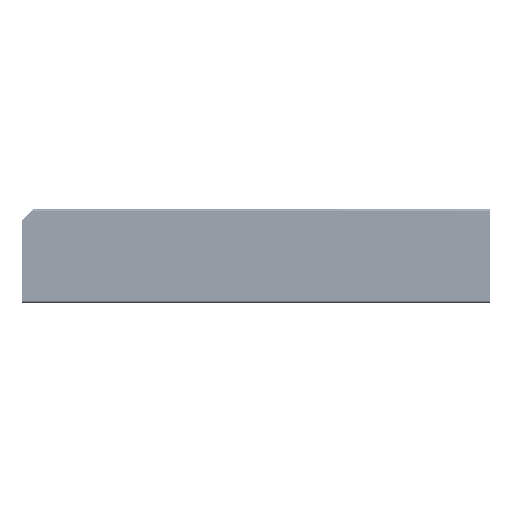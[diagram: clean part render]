
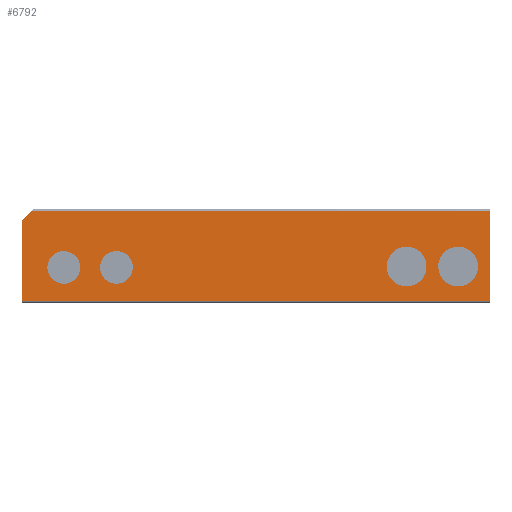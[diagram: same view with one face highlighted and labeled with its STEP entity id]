
A CAD part, front view. The second image highlights one B-rep face of the part: STEP entity #6792.
In plain terms, the highlighted face is planar.
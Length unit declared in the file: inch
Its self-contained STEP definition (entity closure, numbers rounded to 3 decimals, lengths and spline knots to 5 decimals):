
#73 = VECTOR ( 'NONE', #24927, 39.37008 ) ;
#1198 = AXIS2_PLACEMENT_3D ( 'NONE', #39904, #15380, #29999 ) ;
#1327 = VERTEX_POINT ( 'NONE', #54362 ) ;
#1583 = DIRECTION ( 'NONE',  ( 0., 1., 0. ) ) ;
#1706 = CARTESIAN_POINT ( 'NONE',  ( -8.84375, 1.17267, -2.80512 ) ) ;
#2210 = CARTESIAN_POINT ( 'NONE',  ( -8.84375, 0.58212, -2.80512 ) ) ;
#2406 = LINE ( 'NONE', #4444, #25845 ) ;
#4157 = DIRECTION ( 'NONE',  ( 1., 0., 0. ) ) ;
#4444 = CARTESIAN_POINT ( 'NONE',  ( -8.84375, 0.02, 0. ) ) ;
#4727 = AXIS2_PLACEMENT_3D ( 'NONE', #12855, #7844, #50881 ) ;
#5547 = CARTESIAN_POINT ( 'NONE',  ( -8.84375, 0.02, 0. ) ) ;
#6113 = EDGE_CURVE ( 'NONE', #46515, #1327, #22714, .T. ) ;
#6264 = CARTESIAN_POINT ( 'NONE',  ( -8.84375, 1.14314, -12.57031 ) ) ;
#6792 = ADVANCED_FACE ( 'NONE', ( #15030, #21855, #56624, #31682, #43783 ), #27564, .F. ) ;
#7019 = DIRECTION ( 'NONE',  ( 0., 1., 0. ) ) ;
#7073 = AXIS2_PLACEMENT_3D ( 'NONE', #55839, #11934, #16761 ) ;
#7276 = EDGE_LOOP ( 'NONE', ( #34341, #19036, #26585, #44449, #10417 ) ) ;
#7683 = CARTESIAN_POINT ( 'NONE',  ( -8.84375, 2.70811, -15.74803 ) ) ;
#7844 = DIRECTION ( 'NONE',  ( -1., 0., 0. ) ) ;
#8147 = EDGE_CURVE ( 'NONE', #51163, #46515, #54923, .T. ) ;
#9022 = ORIENTED_EDGE ( 'NONE', *, *, #20716, .F. ) ;
#9169 = EDGE_CURVE ( 'NONE', #25170, #31050, #50986, .T. ) ;
#9968 = ORIENTED_EDGE ( 'NONE', *, *, #35069, .F. ) ;
#10417 = ORIENTED_EDGE ( 'NONE', *, *, #9169, .F. ) ;
#10944 = CIRCLE ( 'NONE', #23033, 0.59055 ) ;
#11062 = CARTESIAN_POINT ( 'NONE',  ( -8.84375, 3.03401, 0. ) ) ;
#11164 = EDGE_LOOP ( 'NONE', ( #54004, #60439 ) ) ;
#11934 = DIRECTION ( 'NONE',  ( -1., 0., 0. ) ) ;
#12855 = CARTESIAN_POINT ( 'NONE',  ( -8.84375, 1.14314, -14.34196 ) ) ;
#13191 = CARTESIAN_POINT ( 'NONE',  ( -8.84375, 0., 0. ) ) ;
#14717 = ORIENTED_EDGE ( 'NONE', *, *, #40282, .F. ) ;
#14891 = CARTESIAN_POINT ( 'NONE',  ( -8.84375, 0., -15.74803 ) ) ;
#15030 = FACE_BOUND ( 'NONE', #49183, .T. ) ;
#15380 = DIRECTION ( 'NONE',  ( -1., 0., 0. ) ) ;
#16422 = DIRECTION ( 'NONE',  ( -1., 0., 0. ) ) ;
#16761 = DIRECTION ( 'NONE',  ( 0., 1., 0. ) ) ;
#17959 = CIRCLE ( 'NONE', #4727, 0.47244 ) ;
#18777 = VERTEX_POINT ( 'NONE', #38321 ) ;
#19036 = ORIENTED_EDGE ( 'NONE', *, *, #6113, .F. ) ;
#19168 = DIRECTION ( 'NONE',  ( -1., 0., 0. ) ) ;
#19628 = CARTESIAN_POINT ( 'NONE',  ( -8.84375, 1.14314, -12.57031 ) ) ;
#20373 = VERTEX_POINT ( 'NONE', #23168 ) ;
#20465 = CARTESIAN_POINT ( 'NONE',  ( -8.84375, 1.76322, -1.07283 ) ) ;
#20716 = EDGE_CURVE ( 'NONE', #39703, #35001, #53557, .T. ) ;
#21115 = DIRECTION ( 'NONE',  ( -1., 0., 0. ) ) ;
#21307 = LINE ( 'NONE', #25297, #57610 ) ;
#21323 = EDGE_CURVE ( 'NONE', #53048, #61509, #17959, .T. ) ;
#21855 = FACE_BOUND ( 'NONE', #11164, .T. ) ;
#22141 = CIRCLE ( 'NONE', #1198, 0.47244 ) ;
#22714 = LINE ( 'NONE', #48576, #73 ) ;
#23033 = AXIS2_PLACEMENT_3D ( 'NONE', #1706, #21115, #7019 ) ;
#23168 = CARTESIAN_POINT ( 'NONE',  ( -8.84375, 1.76322, -2.80512 ) ) ;
#24137 = ORIENTED_EDGE ( 'NONE', *, *, #53157, .F. ) ;
#24927 = DIRECTION ( 'NONE',  ( 0., 0.707, 0.707 ) ) ;
#25116 = CARTESIAN_POINT ( 'NONE',  ( -8.84375, 0.02, -15.74803 ) ) ;
#25170 = VERTEX_POINT ( 'NONE', #11062 ) ;
#25297 = CARTESIAN_POINT ( 'NONE',  ( -8.84375, 3.03401, 0. ) ) ;
#25314 = AXIS2_PLACEMENT_3D ( 'NONE', #6264, #40006, #1583 ) ;
#25845 = VECTOR ( 'NONE', #47706, 39.37008 ) ;
#26183 = CARTESIAN_POINT ( 'NONE',  ( -8.84375, 1.17267, -1.07283 ) ) ;
#26585 = ORIENTED_EDGE ( 'NONE', *, *, #8147, .F. ) ;
#27564 = PLANE ( 'NONE',  #43337 ) ;
#29298 = DIRECTION ( 'NONE',  ( 0., 1., 0. ) ) ;
#29927 = EDGE_CURVE ( 'NONE', #18777, #34062, #54616, .T. ) ;
#29999 = DIRECTION ( 'NONE',  ( 0., 1., 0. ) ) ;
#30027 = EDGE_CURVE ( 'NONE', #25170, #1327, #21307, .T. ) ;
#30137 = CARTESIAN_POINT ( 'NONE',  ( -8.84375, 0.6707, -14.34196 ) ) ;
#30155 = DIRECTION ( 'NONE',  ( 0., 0., -1. ) ) ;
#30645 = CARTESIAN_POINT ( 'NONE',  ( -8.84375, 1.61559, -14.34196 ) ) ;
#31050 = VERTEX_POINT ( 'NONE', #5547 ) ;
#31244 = DIRECTION ( 'NONE',  ( 0., 1., 0. ) ) ;
#31332 = CIRCLE ( 'NONE', #46504, 0.47244 ) ;
#31682 = FACE_BOUND ( 'NONE', #52603, .T. ) ;
#34062 = VERTEX_POINT ( 'NONE', #20465 ) ;
#34341 = ORIENTED_EDGE ( 'NONE', *, *, #30027, .T. ) ;
#35001 = VERTEX_POINT ( 'NONE', #55079 ) ;
#35069 = EDGE_CURVE ( 'NONE', #34062, #18777, #42744, .T. ) ;
#36662 = EDGE_CURVE ( 'NONE', #31050, #51163, #2406, .T. ) ;
#37476 = DIRECTION ( 'NONE',  ( 0., 1., 0. ) ) ;
#38321 = CARTESIAN_POINT ( 'NONE',  ( -8.84375, 0.58212, -1.07283 ) ) ;
#39703 = VERTEX_POINT ( 'NONE', #40252 ) ;
#39904 = CARTESIAN_POINT ( 'NONE',  ( -8.84375, 1.14314, -14.34196 ) ) ;
#40006 = DIRECTION ( 'NONE',  ( -1., 0., 0. ) ) ;
#40252 = CARTESIAN_POINT ( 'NONE',  ( -8.84375, 1.61559, -12.57031 ) ) ;
#40282 = EDGE_CURVE ( 'NONE', #35001, #39703, #31332, .T. ) ;
#42744 = CIRCLE ( 'NONE', #43820, 0.59055 ) ;
#43337 = AXIS2_PLACEMENT_3D ( 'NONE', #13191, #4157, #37476 ) ;
#43783 = FACE_OUTER_BOUND ( 'NONE', #7276, .T. ) ;
#43820 = AXIS2_PLACEMENT_3D ( 'NONE', #26183, #16422, #31244 ) ;
#44069 = CARTESIAN_POINT ( 'NONE',  ( -8.84375, 3.10181, 0. ) ) ;
#44449 = ORIENTED_EDGE ( 'NONE', *, *, #36662, .F. ) ;
#45678 = AXIS2_PLACEMENT_3D ( 'NONE', #48537, #19168, #52970 ) ;
#46504 = AXIS2_PLACEMENT_3D ( 'NONE', #19628, #48790, #53438 ) ;
#46515 = VERTEX_POINT ( 'NONE', #7683 ) ;
#46626 = CIRCLE ( 'NONE', #7073, 0.59055 ) ;
#47706 = DIRECTION ( 'NONE',  ( 0., 0., -1. ) ) ;
#48537 = CARTESIAN_POINT ( 'NONE',  ( -8.84375, 1.17267, -1.07283 ) ) ;
#48576 = CARTESIAN_POINT ( 'NONE',  ( -8.84375, 3.35012, -15.10601 ) ) ;
#48790 = DIRECTION ( 'NONE',  ( -1., 0., 0. ) ) ;
#48890 = VECTOR ( 'NONE', #29298, 39.37008 ) ;
#49183 = EDGE_LOOP ( 'NONE', ( #9022, #14717 ) ) ;
#49335 = DIRECTION ( 'NONE',  ( 0., -1., 0. ) ) ;
#49539 = EDGE_CURVE ( 'NONE', #61509, #53048, #22141, .T. ) ;
#49775 = EDGE_LOOP ( 'NONE', ( #9968, #53754 ) ) ;
#50881 = DIRECTION ( 'NONE',  ( 0., 1., 0. ) ) ;
#50986 = LINE ( 'NONE', #44069, #60799 ) ;
#51163 = VERTEX_POINT ( 'NONE', #25116 ) ;
#52603 = EDGE_LOOP ( 'NONE', ( #24137, #52804 ) ) ;
#52804 = ORIENTED_EDGE ( 'NONE', *, *, #54079, .F. ) ;
#52970 = DIRECTION ( 'NONE',  ( 0., 1., 0. ) ) ;
#53048 = VERTEX_POINT ( 'NONE', #30137 ) ;
#53157 = EDGE_CURVE ( 'NONE', #20373, #57855, #46626, .T. ) ;
#53438 = DIRECTION ( 'NONE',  ( 0., 1., 0. ) ) ;
#53557 = CIRCLE ( 'NONE', #25314, 0.47244 ) ;
#53754 = ORIENTED_EDGE ( 'NONE', *, *, #29927, .F. ) ;
#54004 = ORIENTED_EDGE ( 'NONE', *, *, #49539, .F. ) ;
#54079 = EDGE_CURVE ( 'NONE', #57855, #20373, #10944, .T. ) ;
#54362 = CARTESIAN_POINT ( 'NONE',  ( -8.84375, 3.03401, -15.42213 ) ) ;
#54616 = CIRCLE ( 'NONE', #45678, 0.59055 ) ;
#54923 = LINE ( 'NONE', #14891, #48890 ) ;
#55079 = CARTESIAN_POINT ( 'NONE',  ( -8.84375, 0.6707, -12.57031 ) ) ;
#55839 = CARTESIAN_POINT ( 'NONE',  ( -8.84375, 1.17267, -2.80512 ) ) ;
#56624 = FACE_BOUND ( 'NONE', #49775, .T. ) ;
#57610 = VECTOR ( 'NONE', #30155, 39.37008 ) ;
#57855 = VERTEX_POINT ( 'NONE', #2210 ) ;
#60439 = ORIENTED_EDGE ( 'NONE', *, *, #21323, .F. ) ;
#60799 = VECTOR ( 'NONE', #49335, 39.37008 ) ;
#61509 = VERTEX_POINT ( 'NONE', #30645 ) ;
